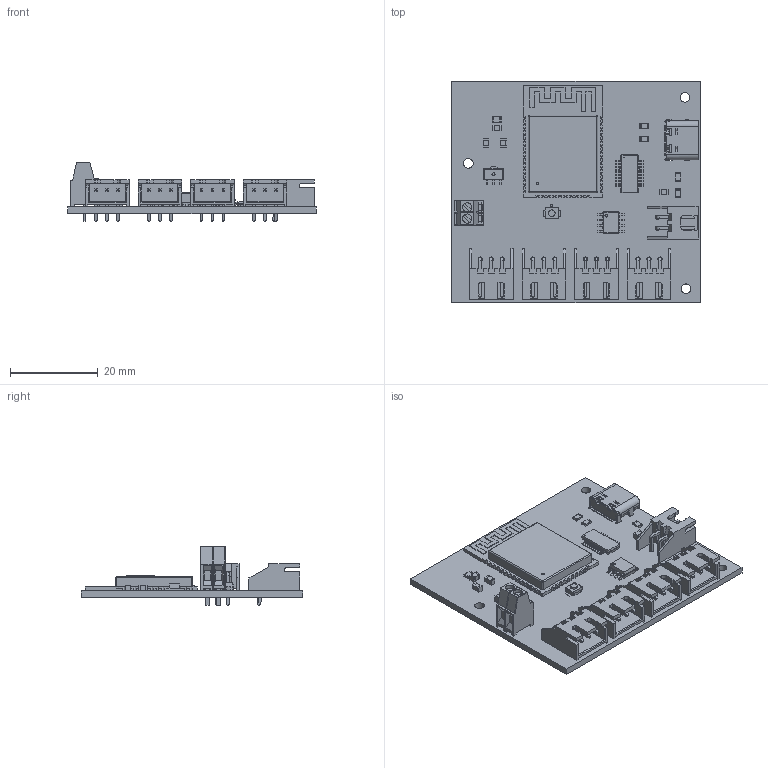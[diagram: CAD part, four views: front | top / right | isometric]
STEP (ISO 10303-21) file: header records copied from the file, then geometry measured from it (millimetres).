
FILE_DESCRIPTION(('KiCad electronic assembly'),'2;1');
FILE_NAME('Tesla Ambient Lighting.step','2025-06-22T20:55:01',('Pcbnew') ,('Kicad'),'Open CASCADE STEP processor 7.8','KiCad to STEP converter' ,'Unknown');
FILE_SCHEMA(('AUTOMOTIVE_DESIGN { 1 0 10303 214 1 1 1 1 }'));
Length unit declared in the file: millimetre
Products named in the file (15): Tesla Ambient Lighting 1; JST_XH_S2B-XH-A_1x02_P2.50mm_Horizontal; SOT-89-3; Tesla Ambient Lighting 1.2.1; USB4105-GF-A; USB4105GFA_USB4105GFA; SSOP-20_3.9x8.7mm_P0.635mm; C_0805_2012Metric; R_0805_2012Metric; SW_SPST_B3U-1100P; JST_XH_S3B-XH-A_1x03_P2.50mm_Horizontal; TerminalBlock_TE_282834-2_1x02_P2.54mm_Horizontal; ESP32-WROOM-32E; SOIC-8_3.9x4.9mm_P1.27mm; Tesla Ambient Lighting_PCB
Assembly tree (24 placements, depth 3):
  Tesla Ambient Lighting 1
    JST_XH_S2B-XH-A_1x02_P2.50mm_Horizontal
    SOT-89-3
      Tesla Ambient Lighting 1.2.1
    USB4105-GF-A
      USB4105GFA_USB4105GFA
    SSOP-20_3.9x8.7mm_P0.635mm
    C_0805_2012Metric  x4
    R_0805_2012Metric  x5
    SW_SPST_B3U-1100P
    JST_XH_S3B-XH-A_1x03_P2.50mm_Horizontal  x4
    TerminalBlock_TE_282834-2_1x02_P2.54mm_Horizontal
    ESP32-WROOM-32E
    SOIC-8_3.9x4.9mm_P1.27mm
    Tesla Ambient Lighting_PCB
Bounding box: 56.5 x 50.25 x 13.4 mm (x, y, z)
Volume: 6971.3 mm3; surface area: 12028.5 mm2
Topology: 77 solids, 91 shells, 3099 faces, 8271 edges, 5400 vertices
Faces by surface type: plane 2407, cylinder 542, bspline 82, cone 64, sphere 4
Full cylindrical faces by diameter (mm): 0.2 x1, 0.3 x12, 0.5 x1, 0.6 x1, 0.65 x2, 0.7 x1, 0.95 x12, 1 x2, 1.1 x2, 2.2 x3
Entity records: 86218 total; most frequent: CARTESIAN_POINT 14343, ORIENTED_EDGE 13344, DIRECTION 12426, EDGE_CURVE 6672, LINE 5604, VECTOR 5604, VERTEX_POINT 4360, AXIS2_PLACEMENT_3D 3411
